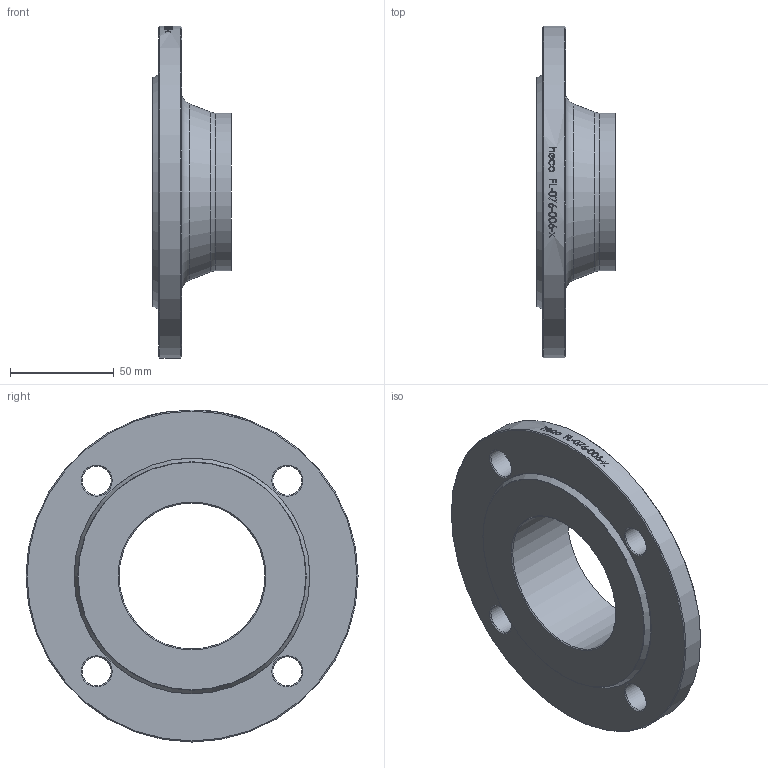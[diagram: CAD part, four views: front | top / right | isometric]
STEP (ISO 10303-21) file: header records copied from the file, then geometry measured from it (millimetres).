
FILE_DESCRIPTION (( 'STEP AP214' ), '1' );
FILE_NAME ('FL-076-006-x Vorschweissflansch PN6 Iso DIN2631 2008.STEP', '2020-08-24T10:40:14', ( '' ), ( '' ), 'SwSTEP 2.0', 'SolidWorks 2019', '' );
FILE_SCHEMA (( 'AUTOMOTIVE_DESIGN' ));
Length unit declared in the file: millimetre
Products named in the file (1): FL-076-006-x Vorschweissflansch PN6 Iso DIN2631 2008
Bounding box: 38 x 160 x 160 mm (x, y, z)
Volume: 217422.6 mm3; surface area: 51715.5 mm2
Topology: 1 solids, 1 shells, 51 faces, 211 edges, 186 vertices
Faces by surface type: cylinder 30, cone 13, plane 4, torus 4
Full cylindrical faces by diameter (mm): 14 x4, 70.3 x1, 76.1 x1, 160 x1
Entity records: 4662 total; most frequent: CARTESIAN_POINT 2874, ORIENTED_EDGE 354, DIRECTION 238, VERTEX_POINT 177, EDGE_CURVE 177, EDGE_LOOP 110, AXIS2_PLACEMENT_3D 109, B_SPLINE_CURVE_WITH_KNOTS 100
